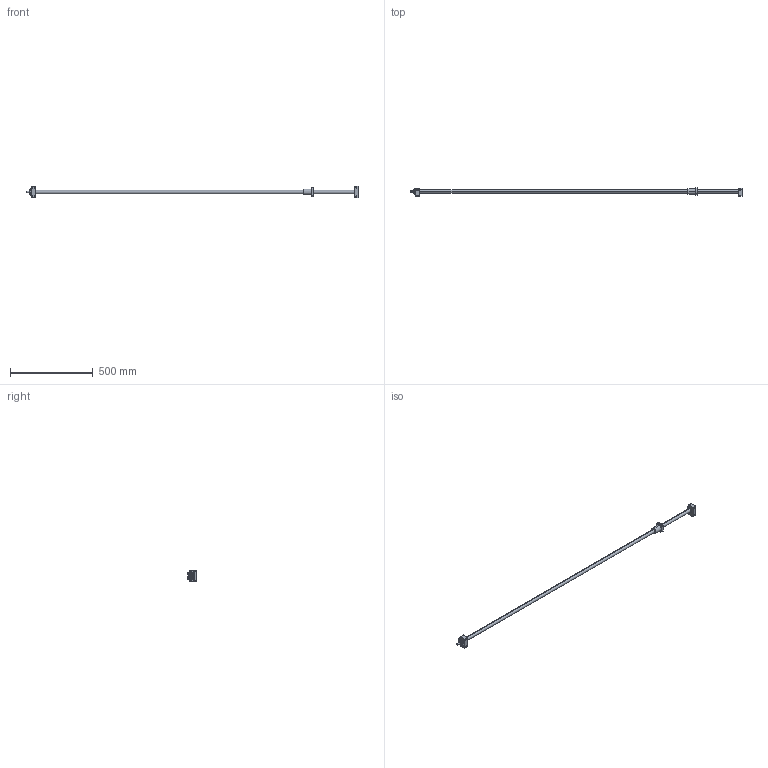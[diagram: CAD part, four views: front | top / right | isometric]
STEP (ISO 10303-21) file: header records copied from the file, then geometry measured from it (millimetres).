
FILE_DESCRIPTION (( 'STEP AP214' ), '1' );
FILE_NAME ('F2RFU2010-2000-BF15BK15.STEP', '2025-11-13T16:31:57', ( '' ), ( '' ), 'SwSTEP 2.0', 'SolidWorks 2023', '' );
FILE_SCHEMA (( 'AUTOMOTIVE_DESIGN' ));
Length unit declared in the file: millimetre
Products named in the file (11): FS2010BKBF-200a; BK 15collar.stp; BK 15.stp; BF15; BK15Yes.stp; BF 15 Part2.stp; BK15Yes; BF 15 Part1.stp; BF15.stp; F2RFU2010-2000-BF15BK15; 20x10 Ball Nut
Assembly tree (10 placements, depth 4):
  F2RFU2010-2000-BF15BK15
    FS2010BKBF-200a
    BF15
      BF15.stp
        BF 15 Part1.stp
        BF 15 Part2.stp
    BK15Yes
      BK15Yes.stp
        BK 15.stp
        BK 15collar.stp
    20x10 Ball Nut
Bounding box: 2007 x 50 x 70 mm (x, y, z)
Volume: 793180.1 mm3; surface area: 181629.1 mm2
Topology: 6 solids, 7 shells, 287 faces, 685 edges, 451 vertices
Faces by surface type: plane 133, cylinder 120, cone 24, torus 10
Entity records: 8920 total; most frequent: CARTESIAN_POINT 1666, DIRECTION 1536, ORIENTED_EDGE 1370, EDGE_CURVE 685, AXIS2_PLACEMENT_3D 593, VERTEX_POINT 451, EDGE_LOOP 362, LINE 350
